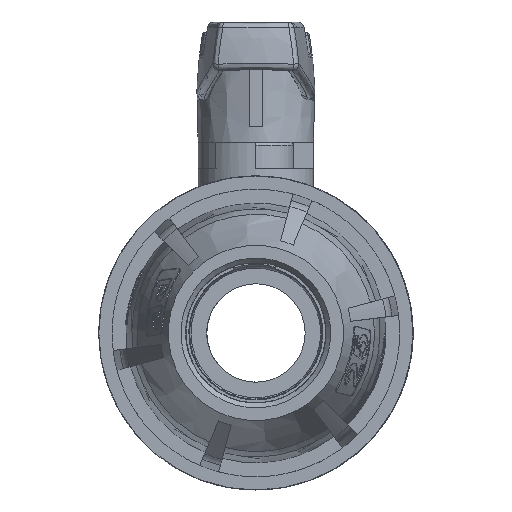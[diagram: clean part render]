
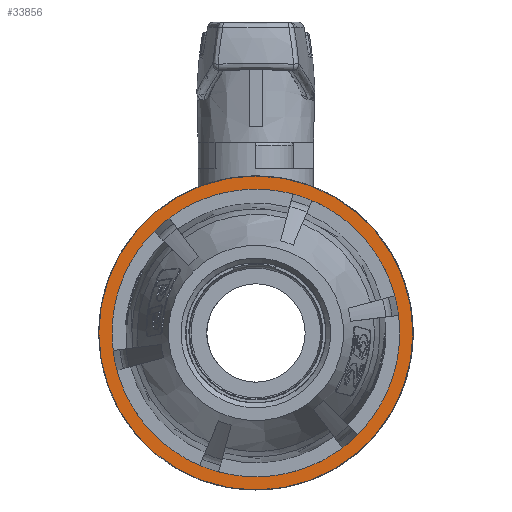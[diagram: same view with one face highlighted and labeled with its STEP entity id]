
A CAD part, left-side view. The second image highlights one B-rep face of the part: STEP entity #33856.
In plain terms, the highlighted planar face has unit normal (-1, 0, 0).
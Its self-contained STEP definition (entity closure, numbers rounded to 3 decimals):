
#2804=FACE_BOUND('',#7171,.T.);
#5055=FACE_OUTER_BOUND('',#7170,.T.);
#7170=EDGE_LOOP('',(#31227));
#7171=EDGE_LOOP('',(#31228,#31229,#31230,#31231,#31232,#31233,#31234,#31235,
#31236,#31237,#31238,#31239,#31240,#31241,#31242,#31243,#31244,#31245,#31246,
#31247,#31248,#31249,#31250,#31251));
#8123=CIRCLE('',#36218,15.25);
#8124=CIRCLE('',#36220,15.25);
#8125=CIRCLE('',#36225,15.25);
#8126=CIRCLE('',#36230,15.25);
#8127=CIRCLE('',#36235,15.25);
#8128=CIRCLE('',#36240,15.25);
#8129=CIRCLE('',#36249,29.5);
#10468=LINE('',#94419,#12862);
#10470=LINE('',#94425,#12864);
#10474=LINE('',#94431,#12868);
#10494=LINE('',#94487,#12888);
#10495=LINE('',#94490,#12889);
#10497=LINE('',#94493,#12891);
#10500=LINE('',#94501,#12894);
#10502=LINE('',#94506,#12896);
#10504=LINE('',#94509,#12898);
#10507=LINE('',#94517,#12901);
#10509=LINE('',#94522,#12903);
#10511=LINE('',#94525,#12905);
#10514=LINE('',#94533,#12908);
#10516=LINE('',#94538,#12910);
#10518=LINE('',#94541,#12912);
#10521=LINE('',#94549,#12915);
#10522=LINE('',#94552,#12916);
#10524=LINE('',#94555,#12918);
#12862=VECTOR('',#43218,10.);
#12864=VECTOR('',#43222,10.);
#12868=VECTOR('',#43228,10.);
#12888=VECTOR('',#43272,10.);
#12889=VECTOR('',#43275,10.);
#12891=VECTOR('',#43279,10.);
#12894=VECTOR('',#43288,10.);
#12896=VECTOR('',#43292,10.);
#12898=VECTOR('',#43296,10.);
#12901=VECTOR('',#43305,10.);
#12903=VECTOR('',#43309,10.);
#12905=VECTOR('',#43313,10.);
#12908=VECTOR('',#43322,10.);
#12910=VECTOR('',#43326,10.);
#12912=VECTOR('',#43330,10.);
#12915=VECTOR('',#43339,10.);
#12916=VECTOR('',#43342,10.);
#12918=VECTOR('',#43346,10.);
#16176=VERTEX_POINT('',#94413);
#16178=VERTEX_POINT('',#94417);
#16179=VERTEX_POINT('',#94421);
#16181=VERTEX_POINT('',#94424);
#16203=VERTEX_POINT('',#94475);
#16204=VERTEX_POINT('',#94479);
#16205=VERTEX_POINT('',#94483);
#16206=VERTEX_POINT('',#94485);
#16207=VERTEX_POINT('',#94489);
#16208=VERTEX_POINT('',#94495);
#16209=VERTEX_POINT('',#94499);
#16210=VERTEX_POINT('',#94503);
#16211=VERTEX_POINT('',#94505);
#16212=VERTEX_POINT('',#94511);
#16213=VERTEX_POINT('',#94515);
#16214=VERTEX_POINT('',#94519);
#16215=VERTEX_POINT('',#94521);
#16216=VERTEX_POINT('',#94527);
#16217=VERTEX_POINT('',#94531);
#16218=VERTEX_POINT('',#94535);
#16219=VERTEX_POINT('',#94537);
#16220=VERTEX_POINT('',#94543);
#16221=VERTEX_POINT('',#94547);
#16222=VERTEX_POINT('',#94551);
#16227=VERTEX_POINT('',#95619);
#21155=EDGE_CURVE('',#16176,#16178,#10468,.T.);
#21157=EDGE_CURVE('',#16181,#16179,#10470,.T.);
#21161=EDGE_CURVE('',#16178,#16181,#10474,.T.);
#21183=EDGE_CURVE('',#16203,#16176,#8123,.T.);
#21186=EDGE_CURVE('',#16179,#16204,#8124,.T.);
#21189=EDGE_CURVE('',#16205,#16206,#10494,.T.);
#21190=EDGE_CURVE('',#16207,#16203,#10495,.T.);
#21192=EDGE_CURVE('',#16206,#16207,#10497,.T.);
#21193=EDGE_CURVE('',#16208,#16205,#8125,.T.);
#21196=EDGE_CURVE('',#16204,#16209,#10500,.T.);
#21198=EDGE_CURVE('',#16211,#16210,#10502,.T.);
#21200=EDGE_CURVE('',#16209,#16211,#10504,.T.);
#21202=EDGE_CURVE('',#16210,#16212,#8126,.T.);
#21204=EDGE_CURVE('',#16212,#16213,#10507,.T.);
#21206=EDGE_CURVE('',#16215,#16214,#10509,.T.);
#21208=EDGE_CURVE('',#16213,#16215,#10511,.T.);
#21210=EDGE_CURVE('',#16214,#16216,#8127,.T.);
#21212=EDGE_CURVE('',#16216,#16217,#10514,.T.);
#21214=EDGE_CURVE('',#16219,#16218,#10516,.T.);
#21216=EDGE_CURVE('',#16217,#16219,#10518,.T.);
#21218=EDGE_CURVE('',#16218,#16220,#8128,.T.);
#21220=EDGE_CURVE('',#16220,#16221,#10521,.T.);
#21221=EDGE_CURVE('',#16222,#16208,#10522,.T.);
#21223=EDGE_CURVE('',#16221,#16222,#10524,.T.);
#21234=EDGE_CURVE('',#16227,#16227,#8129,.F.);
#31227=ORIENTED_EDGE('',*,*,#21234,.T.);
#31228=ORIENTED_EDGE('',*,*,#21157,.T.);
#31229=ORIENTED_EDGE('',*,*,#21186,.T.);
#31230=ORIENTED_EDGE('',*,*,#21196,.T.);
#31231=ORIENTED_EDGE('',*,*,#21200,.T.);
#31232=ORIENTED_EDGE('',*,*,#21198,.T.);
#31233=ORIENTED_EDGE('',*,*,#21202,.T.);
#31234=ORIENTED_EDGE('',*,*,#21204,.T.);
#31235=ORIENTED_EDGE('',*,*,#21208,.T.);
#31236=ORIENTED_EDGE('',*,*,#21206,.T.);
#31237=ORIENTED_EDGE('',*,*,#21210,.T.);
#31238=ORIENTED_EDGE('',*,*,#21212,.T.);
#31239=ORIENTED_EDGE('',*,*,#21216,.T.);
#31240=ORIENTED_EDGE('',*,*,#21214,.T.);
#31241=ORIENTED_EDGE('',*,*,#21218,.T.);
#31242=ORIENTED_EDGE('',*,*,#21220,.T.);
#31243=ORIENTED_EDGE('',*,*,#21223,.T.);
#31244=ORIENTED_EDGE('',*,*,#21221,.T.);
#31245=ORIENTED_EDGE('',*,*,#21193,.T.);
#31246=ORIENTED_EDGE('',*,*,#21189,.T.);
#31247=ORIENTED_EDGE('',*,*,#21192,.T.);
#31248=ORIENTED_EDGE('',*,*,#21190,.T.);
#31249=ORIENTED_EDGE('',*,*,#21183,.T.);
#31250=ORIENTED_EDGE('',*,*,#21155,.T.);
#31251=ORIENTED_EDGE('',*,*,#21161,.T.);
#31944=PLANE('',#36250);
#33856=ADVANCED_FACE('',(#5055,#2804),#31944,.T.);
#36218=AXIS2_PLACEMENT_3D('',#94476,#43260,#43261);
#36220=AXIS2_PLACEMENT_3D('',#94481,#43266,#43267);
#36225=AXIS2_PLACEMENT_3D('',#94496,#43282,#43283);
#36230=AXIS2_PLACEMENT_3D('',#94513,#43300,#43301);
#36235=AXIS2_PLACEMENT_3D('',#94529,#43317,#43318);
#36240=AXIS2_PLACEMENT_3D('',#94545,#43334,#43335);
#36249=AXIS2_PLACEMENT_3D('',#95620,#43357,#43358);
#36250=AXIS2_PLACEMENT_3D('',#95622,#43360,#43361);
#43218=DIRECTION('',(0.,-0.97,-0.243));
#43222=DIRECTION('',(0.,0.97,-0.243));
#43228=DIRECTION('',(0.,0.,-1.));
#43260=DIRECTION('center_axis',(1.,0.,0.));
#43261=DIRECTION('ref_axis',(0.,0.,
-1.));
#43266=DIRECTION('center_axis',(1.,0.,0.));
#43267=DIRECTION('ref_axis',(0.,0.,
-1.));
#43272=DIRECTION('',(0.,-0.695,0.719));
#43275=DIRECTION('',(0.,0.275,-0.961));
#43279=DIRECTION('',(0.,-0.866,-0.5));
#43282=DIRECTION('center_axis',(1.,0.,0.));
#43283=DIRECTION('ref_axis',(0.,0.,
-1.));
#43288=DIRECTION('',(0.,-0.275,-0.961));
#43292=DIRECTION('',(0.,0.695,0.719));
#43296=DIRECTION('',(0.,0.866,-0.5));
#43300=DIRECTION('center_axis',(1.,0.,0.));
#43301=DIRECTION('ref_axis',(0.,0.,
-1.));
#43305=DIRECTION('',(0.,0.695,-0.719));
#43309=DIRECTION('',(0.,-0.275,0.961));
#43313=DIRECTION('',(0.,0.866,0.5));
#43317=DIRECTION('center_axis',(1.,0.,0.));
#43318=DIRECTION('ref_axis',(0.,0.,
-1.));
#43322=DIRECTION('',(0.,0.97,0.243));
#43326=DIRECTION('',(0.,-0.97,0.243));
#43330=DIRECTION('',(0.,0.,1.));
#43334=DIRECTION('center_axis',(1.,0.,0.));
#43335=DIRECTION('ref_axis',(0.,0.,
-1.));
#43339=DIRECTION('',(0.,0.275,0.961));
#43342=DIRECTION('',(0.,-0.695,-0.719));
#43346=DIRECTION('',(0.,-0.866,0.5));
#43357=DIRECTION('center_axis',(1.,0.,0.));
#43358=DIRECTION('ref_axis',(0.,0.,
1.));
#43360=DIRECTION('center_axis',(-1.,0.,0.));
#43361=DIRECTION('ref_axis',(0.,0.,
1.));
#94413=CARTESIAN_POINT('',(-32.15,-14.528,5.543));
#94417=CARTESIAN_POINT('',(-32.15,-18.422,4.569));
#94419=CARTESIAN_POINT('',(-32.15,-9.708,6.748));
#94421=CARTESIAN_POINT('',(-32.15,-14.569,0.606));
#94424=CARTESIAN_POINT('',(-32.15,-18.422,1.569));
#94425=CARTESIAN_POINT('',(-32.15,-7.68,-1.116));
#94431=CARTESIAN_POINT('',(-32.15,-18.422,2.26));
#94475=CARTESIAN_POINT('',(-32.15,-9.064,14.828));
#94476=CARTESIAN_POINT('Origin',(-32.15,0.5,2.95));
#94479=CARTESIAN_POINT('',(-32.15,-9.26,-8.768));
#94481=CARTESIAN_POINT('Origin',(-32.15,0.5,2.95));
#94483=CARTESIAN_POINT('',(-32.15,-4.768,17.261));
#94485=CARTESIAN_POINT('',(-32.15,-7.559,20.147));
#94487=CARTESIAN_POINT('',(-32.15,-1.315,13.69));
#94489=CARTESIAN_POINT('',(-32.15,-10.157,18.647));
#94490=CARTESIAN_POINT('',(-32.15,-7.111,8.001));
#94493=CARTESIAN_POINT('',(-32.15,-9.559,18.992));
#94495=CARTESIAN_POINT('',(-32.15,6.004,17.172));
#94496=CARTESIAN_POINT('Origin',(-32.15,0.5,2.95));
#94499=CARTESIAN_POINT('',(-32.15,-10.364,-12.628));
#94501=CARTESIAN_POINT('',(-32.15,-7.893,-3.992));
#94503=CARTESIAN_POINT('',(-32.15,-5.004,-11.272));
#94505=CARTESIAN_POINT('',(-32.15,-7.766,-14.128));
#94506=CARTESIAN_POINT('',(-32.15,-0.069,-6.167));
#94509=CARTESIAN_POINT('',(-32.15,-8.363,-13.782));
#94511=CARTESIAN_POINT('',(-32.15,5.768,-11.361));
#94513=CARTESIAN_POINT('Origin',(-32.15,0.5,2.95));
#94515=CARTESIAN_POINT('',(-32.15,8.559,-14.247));
#94517=CARTESIAN_POINT('',(-32.15,2.315,-7.79));
#94519=CARTESIAN_POINT('',(-32.15,10.064,-8.928));
#94521=CARTESIAN_POINT('',(-32.15,11.157,-12.747));
#94522=CARTESIAN_POINT('',(-32.15,8.111,-2.101));
#94525=CARTESIAN_POINT('',(-32.15,10.559,-13.092));
#94527=CARTESIAN_POINT('',(-32.15,15.528,0.357));
#94529=CARTESIAN_POINT('Origin',(-32.15,0.5,2.95));
#94531=CARTESIAN_POINT('',(-32.15,19.422,1.331));
#94533=CARTESIAN_POINT('',(-32.15,10.708,-0.848));
#94535=CARTESIAN_POINT('',(-32.15,15.569,5.294));
#94537=CARTESIAN_POINT('',(-32.15,19.422,4.331));
#94538=CARTESIAN_POINT('',(-32.15,8.68,7.016));
#94541=CARTESIAN_POINT('',(-32.15,19.422,3.64));
#94543=CARTESIAN_POINT('',(-32.15,10.26,14.668));
#94545=CARTESIAN_POINT('Origin',(-32.15,0.5,2.95));
#94547=CARTESIAN_POINT('',(-32.15,11.364,18.528));
#94549=CARTESIAN_POINT('',(-32.15,8.893,9.892));
#94551=CARTESIAN_POINT('',(-32.15,8.766,20.028));
#94552=CARTESIAN_POINT('',(-32.15,1.069,12.067));
#94555=CARTESIAN_POINT('',(-32.15,9.363,19.682));
#95619=CARTESIAN_POINT('',(-32.15,0.5,-26.55));
#95620=CARTESIAN_POINT('Origin',(-32.15,0.5,2.95));
#95622=CARTESIAN_POINT('Origin',(-32.15,0.5,2.95));
